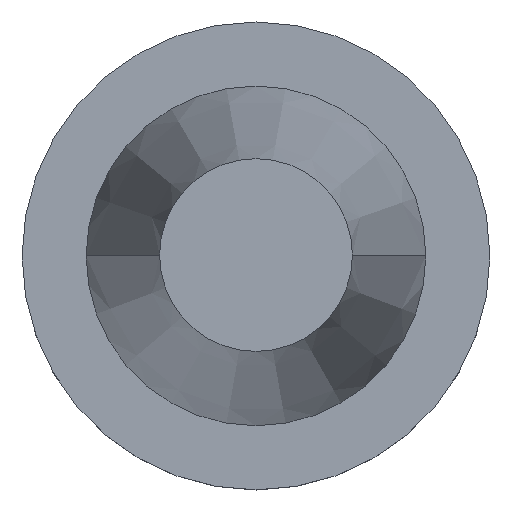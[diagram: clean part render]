
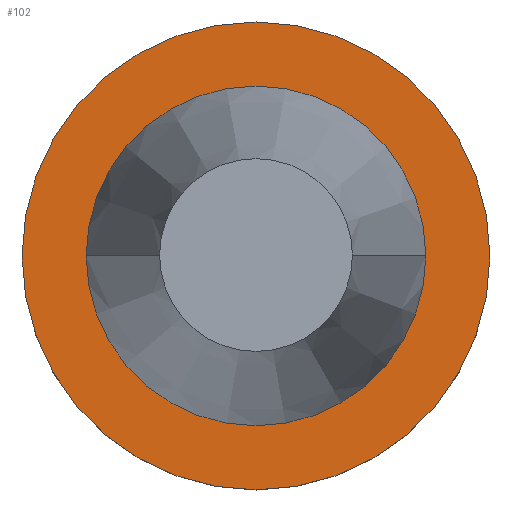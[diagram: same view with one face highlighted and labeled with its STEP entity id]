
A CAD part, top view. The second image highlights one B-rep face of the part: STEP entity #102.
In plain terms, the highlighted planar face has unit normal (0, 0, 1).
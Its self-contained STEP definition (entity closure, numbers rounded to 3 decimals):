
#52=FACE_BOUND('',#162,.T.);
#53=FACE_BOUND('',#163,.T.);
#83=PLANE('',#592);
#102=ADVANCED_FACE('',(#52,#53),#83,.F.);
#162=EDGE_LOOP('',(#321));
#163=EDGE_LOOP('',(#322,#323));
#209=CIRCLE('',#589,48.75);
#210=CIRCLE('',#590,35.392);
#211=CIRCLE('',#591,35.392);
#321=ORIENTED_EDGE('',*,*,#458,.T.);
#322=ORIENTED_EDGE('',*,*,#459,.T.);
#323=ORIENTED_EDGE('',*,*,#460,.T.);
#395=VERTEX_POINT('',#957);
#396=VERTEX_POINT('',#959);
#397=VERTEX_POINT('',#960);
#458=EDGE_CURVE('',#395,#395,#209,.T.);
#459=EDGE_CURVE('',#396,#397,#210,.T.);
#460=EDGE_CURVE('',#397,#396,#211,.T.);
#589=AXIS2_PLACEMENT_3D('',#956,#729,#730);
#590=AXIS2_PLACEMENT_3D('',#958,#731,#732);
#591=AXIS2_PLACEMENT_3D('',#961,#733,#734);
#592=AXIS2_PLACEMENT_3D('',#962,#735,#736);
#729=DIRECTION('',(0.,0.,1.));
#730=DIRECTION('',(-1.,0.,0.));
#731=DIRECTION('',(0.,0.,-1.));
#732=DIRECTION('',(-1.,0.,0.));
#733=DIRECTION('',(0.,0.,-1.));
#734=DIRECTION('',(-1.,0.,0.));
#735=DIRECTION('',(0.,0.,-1.));
#736=DIRECTION('',(-1.,0.,0.));
#956=CARTESIAN_POINT('',(-0.012,0.,-3.2));
#957=CARTESIAN_POINT('',(-48.762,0.,-3.2));
#958=CARTESIAN_POINT('',(-0.012,0.,-3.2));
#959=CARTESIAN_POINT('',(-35.403,0.,-3.2));
#960=CARTESIAN_POINT('',(35.38,0.,-3.2));
#961=CARTESIAN_POINT('',(-0.012,0.,-3.2));
#962=CARTESIAN_POINT('',(-0.012,-35.392,-3.2));
